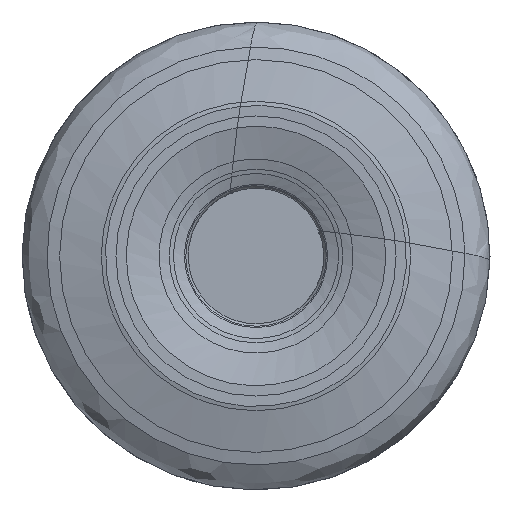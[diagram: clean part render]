
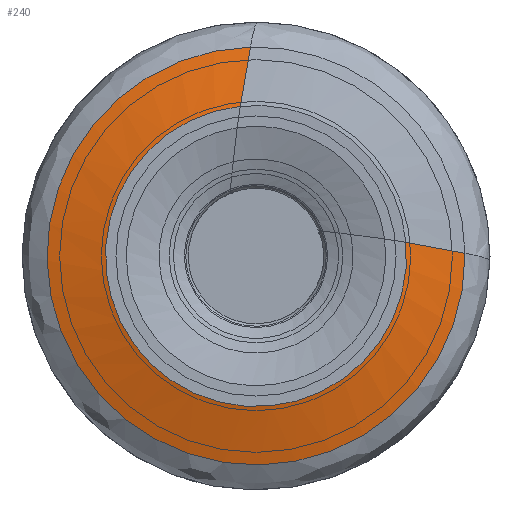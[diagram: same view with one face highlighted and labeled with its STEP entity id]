
A CAD part, left-side view. The second image highlights one B-rep face of the part: STEP entity #240.
In plain terms, the highlighted free-form (B-spline) face has degree [1, 3] with [2, 7] control points.
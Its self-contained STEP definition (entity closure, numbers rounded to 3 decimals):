
#60=(
BOUNDED_SURFACE()
B_SPLINE_SURFACE(1,3,((#1451,#1452,#1453,#1454,#1455,#1456,#1457),(#1458,
#1459,#1460,#1461,#1462,#1463,#1464)),.UNSPECIFIED.,.F.,.F.,.F.)
B_SPLINE_SURFACE_WITH_KNOTS((2,2),(4,3,4),(0.,1.),(0.,0.5,1.),
 .UNSPECIFIED.)
GEOMETRIC_REPRESENTATION_ITEM()
RATIONAL_B_SPLINE_SURFACE(((1.,0.591,0.591,1.,0.591,
0.591,1.),(1.,0.591,0.591,1.,0.591,
0.591,1.)))
REPRESENTATION_ITEM('')
SURFACE()
);
#108=LINE('',#1449,#136);
#109=LINE('',#1450,#137);
#136=VECTOR('',#1026,1.);
#137=VECTOR('',#1027,1.);
#240=ADVANCED_FACE('',(#292),#60,.F.);
#292=FACE_OUTER_BOUND('',#364,.T.);
#364=EDGE_LOOP('',(#460,#461,#462,#463));
#460=ORIENTED_EDGE('',*,*,#716,.F.);
#461=ORIENTED_EDGE('',*,*,#717,.F.);
#462=ORIENTED_EDGE('',*,*,#713,.T.);
#463=ORIENTED_EDGE('',*,*,#718,.F.);
#646=VERTEX_POINT('',#1428);
#647=VERTEX_POINT('',#1429);
#648=VERTEX_POINT('',#1447);
#649=VERTEX_POINT('',#1448);
#713=EDGE_CURVE('',#646,#647,#809,.T.);
#716=EDGE_CURVE('',#648,#649,#810,.T.);
#717=EDGE_CURVE('',#646,#648,#108,.T.);
#718=EDGE_CURVE('',#649,#647,#109,.T.);
#809=CIRCLE('',#884,5.147);
#810=CIRCLE('',#885,7.145);
#884=AXIS2_PLACEMENT_3D('',#1427,#1020,#1021);
#885=AXIS2_PLACEMENT_3D('',#1446,#1024,#1025);
#1020=DIRECTION('',(1.,0.,0.));
#1021=DIRECTION('',(0.,-0.996,0.091));
#1024=DIRECTION('',(1.,0.,0.));
#1025=DIRECTION('',(0.,-1.,0.013));
#1026=DIRECTION('',(0.249,-0.952,-0.177));
#1027=DIRECTION('',(-0.249,0.165,-0.954));
#1427=CARTESIAN_POINT('',(0.,0.,0.));
#1428=CARTESIAN_POINT('',(0.,-5.126,0.47));
#1429=CARTESIAN_POINT('',(0.,0.538,5.119));
#1446=CARTESIAN_POINT('',(0.528,0.,0.));
#1447=CARTESIAN_POINT('',(0.528,-7.145,0.094));
#1448=CARTESIAN_POINT('',(0.528,0.189,7.143));
#1449=CARTESIAN_POINT('',(0.,-5.126,0.47));
#1450=CARTESIAN_POINT('',(0.,0.538,5.119));
#1451=CARTESIAN_POINT('',(0.,-5.126,0.47));
#1452=CARTESIAN_POINT('',(0.,-5.615,-4.869));
#1453=CARTESIAN_POINT('',(0.,-0.878,-7.38));
#1454=CARTESIAN_POINT('',(0.,3.266,-3.979));
#1455=CARTESIAN_POINT('',(0.,7.41,-0.577));
#1456=CARTESIAN_POINT('',(0.,5.87,4.558));
#1457=CARTESIAN_POINT('',(0.,0.538,5.119));
#1458=CARTESIAN_POINT('',(0.528,-7.145,0.094));
#1459=CARTESIAN_POINT('',(0.528,-7.243,-7.348));
#1460=CARTESIAN_POINT('',(0.528,-0.415,-10.309));
#1461=CARTESIAN_POINT('',(0.528,4.951,-5.152));
#1462=CARTESIAN_POINT('',(0.528,10.317,0.006));
#1463=CARTESIAN_POINT('',(0.528,7.629,6.946));
#1464=CARTESIAN_POINT('',(0.528,0.189,7.143));
